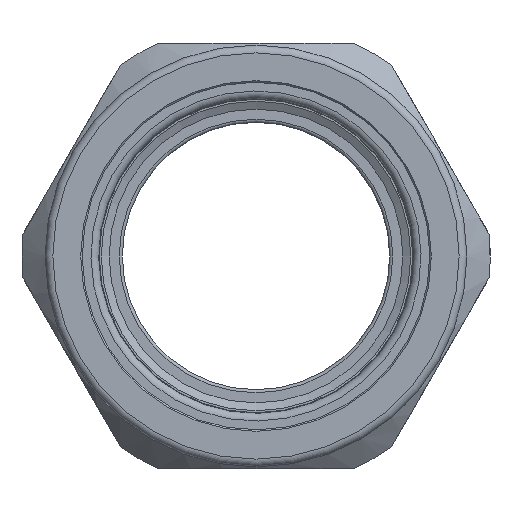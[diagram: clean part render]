
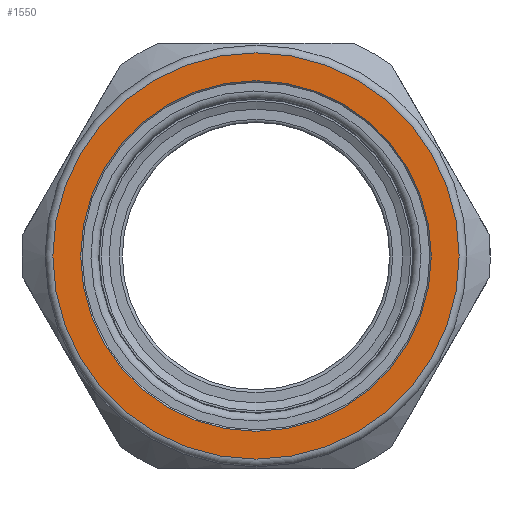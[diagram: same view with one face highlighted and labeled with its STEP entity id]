
A CAD part, left-side view. The second image highlights one B-rep face of the part: STEP entity #1550.
In plain terms, the highlighted planar face has unit normal (-1, 0, 0).
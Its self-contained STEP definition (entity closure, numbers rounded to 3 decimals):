
#85 = ORIENTED_EDGE ( 'NONE', *, *, #873, .T. ) ;
#290 = CARTESIAN_POINT ( 'NONE',  ( -46.05, 0., 0. ) ) ;
#495 = CARTESIAN_POINT ( 'NONE',  ( -46.05, 0., -26.25 ) ) ;
#523 = DIRECTION ( 'NONE',  ( 1., 0., 0. ) ) ;
#613 = FACE_OUTER_BOUND ( 'NONE', #654, .T. ) ;
#654 = EDGE_LOOP ( 'NONE', ( #85 ) ) ;
#733 = ORIENTED_EDGE ( 'NONE', *, *, #1673, .T. ) ;
#814 = DIRECTION ( 'NONE',  ( 0., 0., -1. ) ) ;
#819 = CARTESIAN_POINT ( 'NONE',  ( -46.05, 0., 0. ) ) ;
#858 = VERTEX_POINT ( 'NONE', #886 ) ;
#873 = EDGE_CURVE ( 'NONE', #2103, #2103, #1750, .T. ) ;
#886 = CARTESIAN_POINT ( 'NONE',  ( -46.05, 0., -22.65 ) ) ;
#1021 = DIRECTION ( 'NONE',  ( 0., 0., -1. ) ) ;
#1027 = CIRCLE ( 'NONE', #1488, 22.65 ) ;
#1144 = FACE_BOUND ( 'NONE', #1414, .T. ) ;
#1414 = EDGE_LOOP ( 'NONE', ( #733 ) ) ;
#1488 = AXIS2_PLACEMENT_3D ( 'NONE', #290, #523, #2547 ) ;
#1550 = ADVANCED_FACE ( 'NONE', ( #1144, #613 ), #1624, .F. ) ;
#1615 = DIRECTION ( 'NONE',  ( -1., 0., 0. ) ) ;
#1624 = PLANE ( 'NONE',  #2125 ) ;
#1673 = EDGE_CURVE ( 'NONE', #858, #858, #1027, .T. ) ;
#1750 = CIRCLE ( 'NONE', #2329, 26.25 ) ;
#2103 = VERTEX_POINT ( 'NONE', #495 ) ;
#2125 = AXIS2_PLACEMENT_3D ( 'NONE', #819, #2276, #1021 ) ;
#2276 = DIRECTION ( 'NONE',  ( 1., 0., 0. ) ) ;
#2329 = AXIS2_PLACEMENT_3D ( 'NONE', #2647, #1615, #814 ) ;
#2547 = DIRECTION ( 'NONE',  ( 0., 0., -1. ) ) ;
#2647 = CARTESIAN_POINT ( 'NONE',  ( -46.05, 0., 0. ) ) ;
